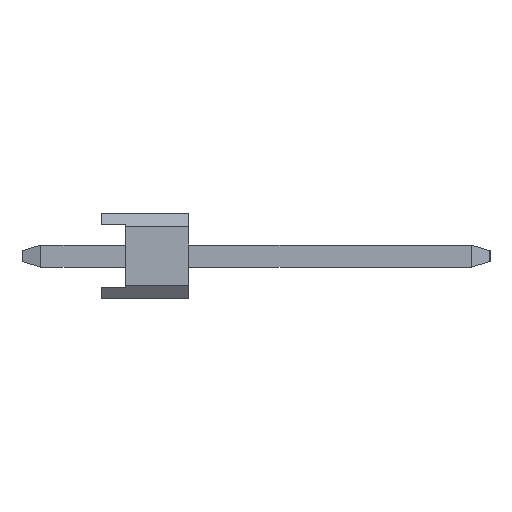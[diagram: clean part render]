
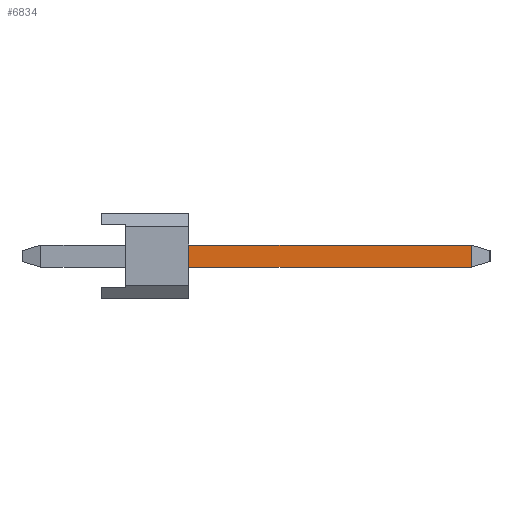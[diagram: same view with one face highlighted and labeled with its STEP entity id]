
A CAD part, left-side view. The second image highlights one B-rep face of the part: STEP entity #6834.
In plain terms, the highlighted planar face has unit normal (-1, 0, 0).
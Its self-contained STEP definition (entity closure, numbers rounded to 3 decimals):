
#3822=VERTEX_POINT('',#9170);
#4424=EDGE_CURVE('',#6244,#3822,#9846,.T.);
#4864=VERTEX_POINT('',#10329);
#5104=EDGE_CURVE('',#3822,#5406,#10591,.T.);
#5406=VERTEX_POINT('',#10922);
#6138=EDGE_CURVE('',#5406,#4864,#11747,.T.);
#6244=VERTEX_POINT('',#11862);
#6834=ADVANCED_FACE('',(#12507),#12508,.T.);
#7134=EDGE_CURVE('',#4864,#6244,#12843,.T.);
#9170=CARTESIAN_POINT('',(-20.64,-10.744,0.32));
#9846=LINE('',#16488,#16489);
#10329=CARTESIAN_POINT('',(-20.64,-2.54,-0.32));
#10591=LINE('',#17593,#17594);
#10922=CARTESIAN_POINT('',(-20.64,-10.744,-0.32));
#11747=LINE('',#19257,#19258);
#11862=CARTESIAN_POINT('',(-20.64,-2.54,0.32));
#12507=FACE_OUTER_BOUND('',#20362,.T.);
#12508=PLANE('',#20363);
#12843=LINE('',#20829,#20830);
#16488=CARTESIAN_POINT('',(-20.64,-4.49,0.32));
#16489=VECTOR('',#24023,1.0);
#17593=CARTESIAN_POINT('',(-20.64,-10.744,0.5));
#17594=VECTOR('',#24739,1.0);
#19257=CARTESIAN_POINT('',(-20.64,1.764,-0.32));
#19258=VECTOR('',#26051,1.0);
#20362=EDGE_LOOP('',(#26759,#26760,#26761,#26762));
#20363=AXIS2_PLACEMENT_3D('',#26763,#26764,#26765);
#20829=CARTESIAN_POINT('',(-20.64,-2.54,0.252));
#20830=VECTOR('',#27121,1.0);
#24023=DIRECTION('',(0.,-1.0,0.));
#24739=DIRECTION('',(0.0,0.,-1.0));
#26051=DIRECTION('',(0.,1.0,0.));
#26759=ORIENTED_EDGE('',*,*,#7134,.F.);
#26760=ORIENTED_EDGE('',*,*,#6138,.F.);
#26761=ORIENTED_EDGE('',*,*,#5104,.F.);
#26762=ORIENTED_EDGE('',*,*,#4424,.F.);
#26763=CARTESIAN_POINT('',(-20.64,1.764,0.5));
#26764=DIRECTION('',(-1.0,0.,0.));
#26765=DIRECTION('',(0.,1.0,0.));
#27121=DIRECTION('',(0.,0.,1.0));
